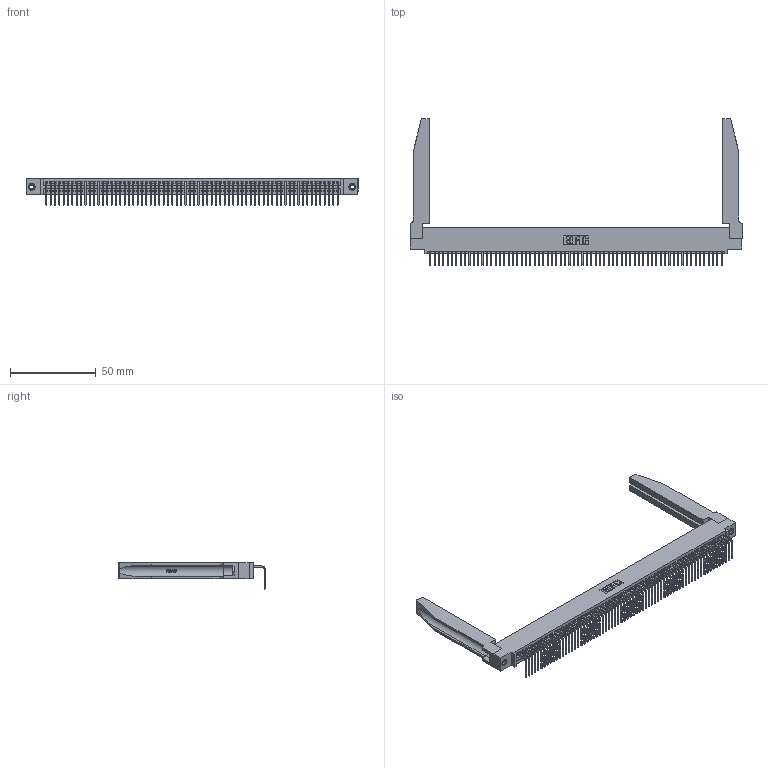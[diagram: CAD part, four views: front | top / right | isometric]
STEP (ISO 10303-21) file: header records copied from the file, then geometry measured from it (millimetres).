
FILE_DESCRIPTION (( 'STEP AP203' ), '1' );
FILE_NAME ('345-068-558-478.STEP', '2019-10-10T23:32:21', ( '' ), ( '' ), 'SwSTEP 2.0', 'SolidWorks 2016', '' );
FILE_SCHEMA (( 'CONFIG_CONTROL_DESIGN' ));
Length unit declared in the file: inch
Products named in the file (5): 345-250-001_345-250-001-102; 345-220-078_345-220-078; 345-068-558-478; 345 Part_0.110 Offset - 0.156 Dia-TH; 345-292-001_558 Tail - 2
Assembly tree (73 placements, depth 2):
  345-068-558-478
    345 Part_0.110 Offset - 0.156 Dia-TH
    345-292-001_558 Tail - 2  x68
    345-250-001_345-250-001-102  x2
    345-220-078_345-220-078  x2
Bounding box: 193.95 x 85.59 x 15.37 mm (x, y, z)
Volume: 26558.7 mm3; surface area: 33579.9 mm2
Topology: 73 solids, 73 shells, 4444 faces, 13337 edges, 8790 vertices
Faces by surface type: plane 3082, cylinder 1310, bspline 36, cone 12, torus 4
Entity records: 52634 total; most frequent: CARTESIAN_POINT 10015, ORIENTED_EDGE 8914, DIRECTION 7715, EDGE_CURVE 4457, LINE 3959, VECTOR 3959, VERTEX_POINT 2964, AXIS2_PLACEMENT_3D 1878
